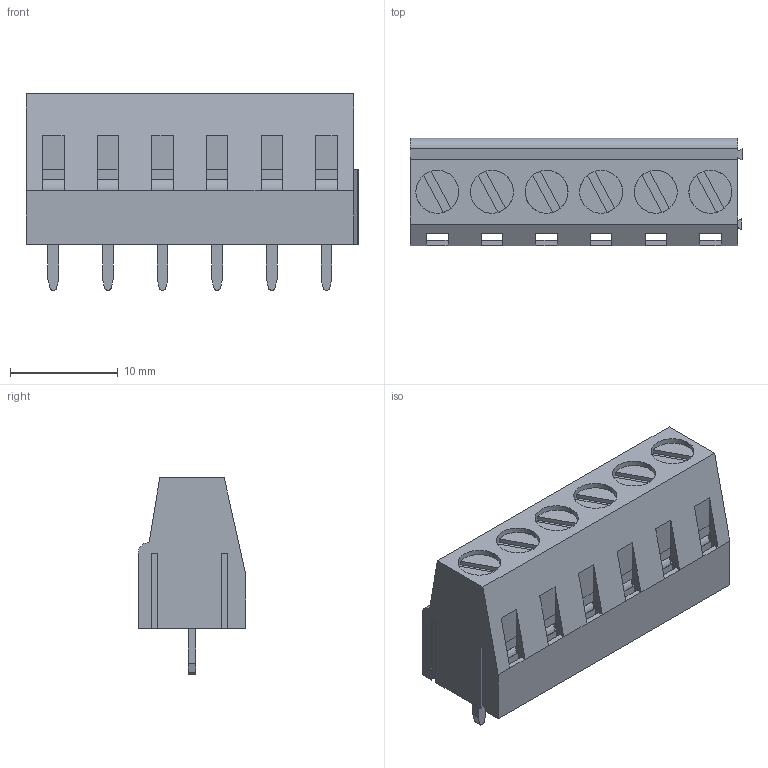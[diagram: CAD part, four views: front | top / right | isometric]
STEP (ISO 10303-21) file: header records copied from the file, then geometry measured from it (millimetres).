
FILE_DESCRIPTION(/* description */ (''),/* implementation_level */ '2;1');
FILE_NAME(/* name */ '6er Terminal Block.step',/* time_stamp */ '2021-04-20T22:05:55+02:00',/* author */ (''),/* organization */ (''),/* preprocessor_version */ 'ST-DEVELOPER v18.1',/* originating_system */ 'Autodesk Translation Framework v10.6.0.1341',/* authorisation */ '');
FILE_SCHEMA (('AUTOMOTIVE_DESIGN { 1 0 10303 214 3 1 1 }'));
Length unit declared in the file: millimetre
Products named in the file (43): Terminal Block; 6er Terminalblock_2; Pin (1) (19) (1) (1) (1) (1); Tornillo (1) (19) (1) (1) (1) (1); Cubo interno (1) (19) (1) (1) (1) (1); Pin (1) (1) (18) (1) (1) (1) (1); Tornillo (1) (1) (18) (1) (1) (1) (1); Cubo interno (1) (1) (18) (1) (1) (1) (1); 1er Terminalblock (7) (1) (1) (1) (1); Pin (1) (11) (1) (1) (1) (1); Tornillo (1) (11) (1) (1) (1) (1); Cubo interno (1) (11) (1) (1) (1) (1); Pin (1) (1) (10) (1) (1) (1) (1); Tornillo (1) (1) (10) (1) (1) (1) (1); Cubo interno (1) (1) (10) (1) (1) (1) (1); 1er Terminalblock (13) (1) (1) (1); Pin (1) (17) (1) (1) (1); Tornillo (1) (17) (1) (1) (1); Cubo interno (1) (17) (1) (1) (1); Pin (1) (1) (16) (1) (1) (1); Tornillo (1) (1) (16) (1) (1) (1); Cubo interno (1) (1) (16) (1) (1) (1); 1er Terminalblock (14) (1) (1); Pin (1) (18) (1) (1); Tornillo (1) (18) (1) (1); Cubo interno (1) (18) (1) (1); Pin (1) (1) (17) (1) (1); Tornillo (1) (1) (17) (1) (1); Cubo interno (1) (1) (17) (1) (1); 1er Terminalblock (16) (1); Pin (1) (20) (1); Tornillo (1) (20) (1); Cubo interno (1) (20) (1); Pin (1) (1) (19) (1); Tornillo (1) (1) (19) (1); Cubo interno (1) (1) (19) (1); 1er Terminalblock (9); Pin (1) (13); Tornillo (1) (13); Cubo interno (1) (13) ...
Assembly tree (42 placements, depth 4):
  Terminal Block
    6er Terminalblock_2
      Pin (1) (19) (1) (1) (1) (1)
      Tornillo (1) (19) (1) (1) (1) (1)
      Cubo interno (1) (19) (1) (1) (1) (1)
      Pin (1) (1) (18) (1) (1) (1) (1)
      Tornillo (1) (1) (18) (1) (1) (1) (1)
      Cubo interno (1) (1) (18) (1) (1) (1) (1)
      1er Terminalblock (7) (1) (1) (1) (1)
        Pin (1) (11) (1) (1) (1) (1)
        Tornillo (1) (11) (1) (1) (1) (1)
        Cubo interno (1) (11) (1) (1) (1) (1)
        Pin (1) (1) (10) (1) (1) (1) (1)
        Tornillo (1) (1) (10) (1) (1) (1) (1)
        Cubo interno (1) (1) (10) (1) (1) (1) (1)
      1er Terminalblock (13) (1) (1) (1)
        Pin (1) (17) (1) (1) (1)
        Tornillo (1) (17) (1) (1) (1)
        Cubo interno (1) (17) (1) (1) (1)
        Pin (1) (1) (16) (1) (1) (1)
        Tornillo (1) (1) (16) (1) (1) (1)
        Cubo interno (1) (1) (16) (1) (1) (1)
      1er Terminalblock (14) (1) (1)
        Pin (1) (18) (1) (1)
        Tornillo (1) (18) (1) (1)
        Cubo interno (1) (18) (1) (1)
        Pin (1) (1) (17) (1) (1)
        Tornillo (1) (1) (17) (1) (1)
        Cubo interno (1) (1) (17) (1) (1)
      1er Terminalblock (16) (1)
        Pin (1) (20) (1)
        Tornillo (1) (20) (1)
        Cubo interno (1) (20) (1)
        Pin (1) (1) (19) (1)
        Tornillo (1) (1) (19) (1)
        Cubo interno (1) (1) (19) (1)
      1er Terminalblock (9)
        Pin (1) (13)
        Tornillo (1) (13)
        Cubo interno (1) (13)
        Pin (1) (1) (12)
        Tornillo (1) (1) (12)
        Cubo interno (1) (1) (12)
Bounding box: 30.88 x 10 x 18.25 mm (x, y, z)
Volume: 1860.6 mm3; surface area: 5267 mm2
Topology: 1 solids, 433 shells, 649 faces, 2733 edges, 2494 vertices
Faces by surface type: plane 474, cylinder 175
Full cylindrical faces by diameter (mm): 4 x6
Entity records: 39956 total; most frequent: CARTESIAN_POINT 15700, DIRECTION 4637, ORIENTED_EDGE 3402, EDGE_CURVE 2733, VERTEX_POINT 2494, LINE 2011, VECTOR 2011, AXIS2_PLACEMENT_3D 1313
